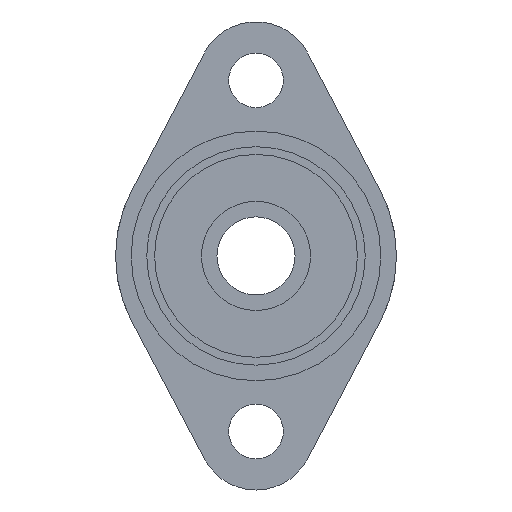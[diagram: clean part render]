
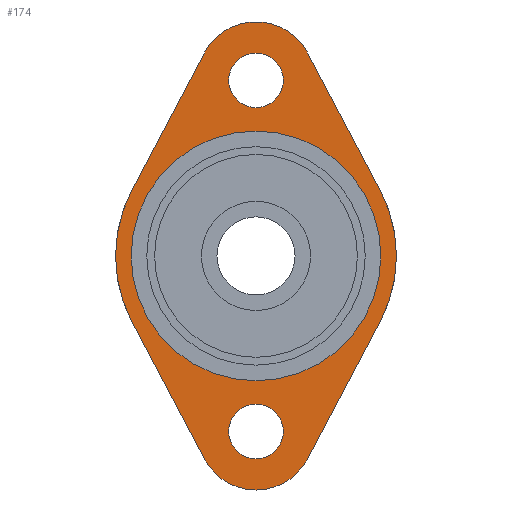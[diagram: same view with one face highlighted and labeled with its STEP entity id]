
A CAD part, front view. The second image highlights one B-rep face of the part: STEP entity #174.
In plain terms, the highlighted planar face has unit normal (0, -1, 0).
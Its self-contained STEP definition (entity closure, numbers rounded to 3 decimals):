
#9 = DIRECTION ( 'NONE',  ( 0., 1., 0. ) ) ;
#11 = ORIENTED_EDGE ( 'NONE', *, *, #1250, .F. ) ;
#32 = VERTEX_POINT ( 'NONE', #1587 ) ;
#56 = CARTESIAN_POINT ( 'NONE',  ( 0., 0., 0. ) ) ;
#80 = ORIENTED_EDGE ( 'NONE', *, *, #540, .T. ) ;
#98 = DIRECTION ( 'NONE',  ( 0., 1., 0. ) ) ;
#99 = EDGE_CURVE ( 'NONE', #1760, #207, #1595, .T. ) ;
#109 = DIRECTION ( 'NONE',  ( 0., 0., 1. ) ) ;
#160 = DIRECTION ( 'NONE',  ( 0., 1., 0. ) ) ;
#172 = CARTESIAN_POINT ( 'NONE',  ( 6.633, 0., 26. ) ) ;
#174 = ADVANCED_FACE ( 'NONE', ( #896, #1733, #1545, #1493 ), #1295, .F. ) ;
#199 = CARTESIAN_POINT ( 'NONE',  ( 0., 0., 0. ) ) ;
#203 = DIRECTION ( 'NONE',  ( 0., 0., 1. ) ) ;
#207 = VERTEX_POINT ( 'NONE', #1484 ) ;
#212 = ORIENTED_EDGE ( 'NONE', *, *, #889, .T. ) ;
#240 = ORIENTED_EDGE ( 'NONE', *, *, #561, .F. ) ;
#249 = CIRCLE ( 'NONE', #1902, 3.5 ) ;
#281 = ORIENTED_EDGE ( 'NONE', *, *, #783, .T. ) ;
#284 = AXIS2_PLACEMENT_3D ( 'NONE', #199, #517, #1266 ) ;
#314 = EDGE_CURVE ( 'NONE', #1660, #1316, #1369, .T. ) ;
#315 = CARTESIAN_POINT ( 'NONE',  ( 0., 0., -22.5 ) ) ;
#316 = CARTESIAN_POINT ( 'NONE',  ( 0., 0., 0. ) ) ;
#326 = DIRECTION ( 'NONE',  ( 0., 0., 1. ) ) ;
#347 = DIRECTION ( 'NONE',  ( 0., 1., 0. ) ) ;
#363 = DIRECTION ( 'NONE',  ( 0., -1., 0. ) ) ;
#376 = DIRECTION ( 'NONE',  ( 0., 1., 0. ) ) ;
#384 = CIRCLE ( 'NONE', #1544, 3.5 ) ;
#423 = ORIENTED_EDGE ( 'NONE', *, *, #970, .T. ) ;
#427 = CIRCLE ( 'NONE', #1491, 18. ) ;
#450 = CIRCLE ( 'NONE', #804, 7.5 ) ;
#472 = VECTOR ( 'NONE', #1403, 1000. ) ;
#473 = DIRECTION ( 'NONE',  ( 0., 0., 1. ) ) ;
#497 = LINE ( 'NONE', #1459, #1228 ) ;
#517 = DIRECTION ( 'NONE',  ( 0., 1., 0. ) ) ;
#519 = CARTESIAN_POINT ( 'NONE',  ( 0., 0., -26. ) ) ;
#540 = EDGE_CURVE ( 'NONE', #1879, #1682, #1346, .T. ) ;
#551 = EDGE_CURVE ( 'NONE', #1664, #1895, #249, .T. ) ;
#561 = EDGE_CURVE ( 'NONE', #207, #1009, #961, .T. ) ;
#569 = DIRECTION ( 'NONE',  ( 0., 1., 0. ) ) ;
#592 = EDGE_LOOP ( 'NONE', ( #212, #423 ) ) ;
#627 = CARTESIAN_POINT ( 'NONE',  ( -15.92, 0., 8.4 ) ) ;
#660 = CARTESIAN_POINT ( 'NONE',  ( 0., 0., -22.5 ) ) ;
#716 = CARTESIAN_POINT ( 'NONE',  ( 0., 0., 22.5 ) ) ;
#751 = AXIS2_PLACEMENT_3D ( 'NONE', #1859, #98, #1399 ) ;
#783 = EDGE_CURVE ( 'NONE', #1682, #1879, #384, .T. ) ;
#795 = CARTESIAN_POINT ( 'NONE',  ( 0., 0., -19. ) ) ;
#801 = DIRECTION ( 'NONE',  ( 0., 0., 1. ) ) ;
#804 = AXIS2_PLACEMENT_3D ( 'NONE', #1693, #1536, #1821 ) ;
#812 = DIRECTION ( 'NONE',  ( 0., 0., 1. ) ) ;
#841 = VERTEX_POINT ( 'NONE', #920 ) ;
#873 = CARTESIAN_POINT ( 'NONE',  ( 15.92, 0., -8.4 ) ) ;
#887 = VERTEX_POINT ( 'NONE', #931 ) ;
#889 = EDGE_CURVE ( 'NONE', #32, #1495, #1794, .T. ) ;
#896 = FACE_OUTER_BOUND ( 'NONE', #992, .T. ) ;
#899 = ORIENTED_EDGE ( 'NONE', *, *, #1654, .F. ) ;
#920 = CARTESIAN_POINT ( 'NONE',  ( 15.92, 0., 8.4 ) ) ;
#929 = CARTESIAN_POINT ( 'NONE',  ( 15.92, 0., 8.4 ) ) ;
#931 = CARTESIAN_POINT ( 'NONE',  ( -6.633, 0., 26. ) ) ;
#961 = CIRCLE ( 'NONE', #1646, 7.5 ) ;
#970 = EDGE_CURVE ( 'NONE', #1495, #32, #1091, .T. ) ;
#974 = CARTESIAN_POINT ( 'NONE',  ( 15.92, 0., -8.4 ) ) ;
#988 = ORIENTED_EDGE ( 'NONE', *, *, #99, .F. ) ;
#992 = EDGE_LOOP ( 'NONE', ( #11, #1430, #1272, #899, #240, #988, #1824, #1451, #1034 ) ) ;
#994 = AXIS2_PLACEMENT_3D ( 'NONE', #1021, #569, #1305 ) ;
#1009 = VERTEX_POINT ( 'NONE', #1215 ) ;
#1021 = CARTESIAN_POINT ( 'NONE',  ( 0., 0., 0. ) ) ;
#1034 = ORIENTED_EDGE ( 'NONE', *, *, #1453, .F. ) ;
#1045 = CIRCLE ( 'NONE', #1576, 7.5 ) ;
#1073 = EDGE_CURVE ( 'NONE', #1895, #1664, #1792, .T. ) ;
#1077 = AXIS2_PLACEMENT_3D ( 'NONE', #716, #1448, #1454 ) ;
#1091 = CIRCLE ( 'NONE', #284, 16. ) ;
#1092 = CARTESIAN_POINT ( 'NONE',  ( 0., 0., 19. ) ) ;
#1112 = CARTESIAN_POINT ( 'NONE',  ( 0., 0., 22.5 ) ) ;
#1116 = LINE ( 'NONE', #1590, #472 ) ;
#1124 = VECTOR ( 'NONE', #1463, 1000. ) ;
#1169 = EDGE_LOOP ( 'NONE', ( #1579, #1880 ) ) ;
#1188 = CARTESIAN_POINT ( 'NONE',  ( -15.92, 0., -8.4 ) ) ;
#1215 = CARTESIAN_POINT ( 'NONE',  ( 0., 0., -30. ) ) ;
#1228 = VECTOR ( 'NONE', #1614, 1000. ) ;
#1242 = VERTEX_POINT ( 'NONE', #1783 ) ;
#1245 = CARTESIAN_POINT ( 'NONE',  ( 0., 0., 16. ) ) ;
#1250 = EDGE_CURVE ( 'NONE', #1316, #887, #497, .T. ) ;
#1266 = DIRECTION ( 'NONE',  ( 0., 0., 1. ) ) ;
#1272 = ORIENTED_EDGE ( 'NONE', *, *, #1827, .T. ) ;
#1295 = PLANE ( 'NONE',  #994 ) ;
#1305 = DIRECTION ( 'NONE',  ( 0., 0., 1. ) ) ;
#1316 = VERTEX_POINT ( 'NONE', #627 ) ;
#1346 = CIRCLE ( 'NONE', #751, 3.5 ) ;
#1348 = EDGE_CURVE ( 'NONE', #841, #1377, #1632, .T. ) ;
#1369 = CIRCLE ( 'NONE', #1597, 18. ) ;
#1377 = VERTEX_POINT ( 'NONE', #172 ) ;
#1393 = DIRECTION ( 'NONE',  ( 0., 0., 1. ) ) ;
#1399 = DIRECTION ( 'NONE',  ( 0., 0., 1. ) ) ;
#1403 = DIRECTION ( 'NONE',  ( 0.467, 0., -0.884 ) ) ;
#1405 = EDGE_LOOP ( 'NONE', ( #80, #281 ) ) ;
#1430 = ORIENTED_EDGE ( 'NONE', *, *, #314, .F. ) ;
#1448 = DIRECTION ( 'NONE',  ( 0., -1., 0. ) ) ;
#1451 = ORIENTED_EDGE ( 'NONE', *, *, #1348, .T. ) ;
#1453 = EDGE_CURVE ( 'NONE', #887, #1377, #1045, .T. ) ;
#1454 = DIRECTION ( 'NONE',  ( 0., 0., 1. ) ) ;
#1459 = CARTESIAN_POINT ( 'NONE',  ( -15.92, 0., 8.4 ) ) ;
#1463 = DIRECTION ( 'NONE',  ( -0.467, 0., -0.884 ) ) ;
#1484 = CARTESIAN_POINT ( 'NONE',  ( 6.633, 0., -26. ) ) ;
#1491 = AXIS2_PLACEMENT_3D ( 'NONE', #1570, #1875, #109 ) ;
#1493 = FACE_BOUND ( 'NONE', #1405, .T. ) ;
#1495 = VERTEX_POINT ( 'NONE', #1245 ) ;
#1536 = DIRECTION ( 'NONE',  ( 0., 1., 0. ) ) ;
#1544 = AXIS2_PLACEMENT_3D ( 'NONE', #315, #160, #326 ) ;
#1545 = FACE_BOUND ( 'NONE', #592, .T. ) ;
#1558 = CARTESIAN_POINT ( 'NONE',  ( 0., 0., 22.5 ) ) ;
#1570 = CARTESIAN_POINT ( 'NONE',  ( 0., 0., 0. ) ) ;
#1576 = AXIS2_PLACEMENT_3D ( 'NONE', #1112, #1680, #203 ) ;
#1579 = ORIENTED_EDGE ( 'NONE', *, *, #1073, .F. ) ;
#1587 = CARTESIAN_POINT ( 'NONE',  ( 0., 0., -16. ) ) ;
#1590 = CARTESIAN_POINT ( 'NONE',  ( -15.92, 0., -8.4 ) ) ;
#1595 = LINE ( 'NONE', #873, #1124 ) ;
#1597 = AXIS2_PLACEMENT_3D ( 'NONE', #316, #9, #473 ) ;
#1614 = DIRECTION ( 'NONE',  ( 0.467, 0., 0.884 ) ) ;
#1632 = LINE ( 'NONE', #929, #1863 ) ;
#1646 = AXIS2_PLACEMENT_3D ( 'NONE', #660, #376, #812 ) ;
#1654 = EDGE_CURVE ( 'NONE', #1009, #1242, #450, .T. ) ;
#1660 = VERTEX_POINT ( 'NONE', #1188 ) ;
#1664 = VERTEX_POINT ( 'NONE', #1701 ) ;
#1678 = AXIS2_PLACEMENT_3D ( 'NONE', #56, #347, #801 ) ;
#1680 = DIRECTION ( 'NONE',  ( 0., 1., 0. ) ) ;
#1682 = VERTEX_POINT ( 'NONE', #795 ) ;
#1693 = CARTESIAN_POINT ( 'NONE',  ( 0., 0., -22.5 ) ) ;
#1701 = CARTESIAN_POINT ( 'NONE',  ( 0., 0., 26. ) ) ;
#1733 = FACE_BOUND ( 'NONE', #1169, .T. ) ;
#1760 = VERTEX_POINT ( 'NONE', #974 ) ;
#1768 = EDGE_CURVE ( 'NONE', #841, #1760, #427, .T. ) ;
#1783 = CARTESIAN_POINT ( 'NONE',  ( -6.633, 0., -26. ) ) ;
#1792 = CIRCLE ( 'NONE', #1077, 3.5 ) ;
#1794 = CIRCLE ( 'NONE', #1678, 16. ) ;
#1812 = DIRECTION ( 'NONE',  ( -0.467, 0., 0.884 ) ) ;
#1821 = DIRECTION ( 'NONE',  ( 0., 0., 1. ) ) ;
#1824 = ORIENTED_EDGE ( 'NONE', *, *, #1768, .F. ) ;
#1827 = EDGE_CURVE ( 'NONE', #1660, #1242, #1116, .T. ) ;
#1859 = CARTESIAN_POINT ( 'NONE',  ( 0., 0., -22.5 ) ) ;
#1863 = VECTOR ( 'NONE', #1812, 1000. ) ;
#1875 = DIRECTION ( 'NONE',  ( 0., 1., 0. ) ) ;
#1879 = VERTEX_POINT ( 'NONE', #519 ) ;
#1880 = ORIENTED_EDGE ( 'NONE', *, *, #551, .F. ) ;
#1895 = VERTEX_POINT ( 'NONE', #1092 ) ;
#1902 = AXIS2_PLACEMENT_3D ( 'NONE', #1558, #363, #1393 ) ;
